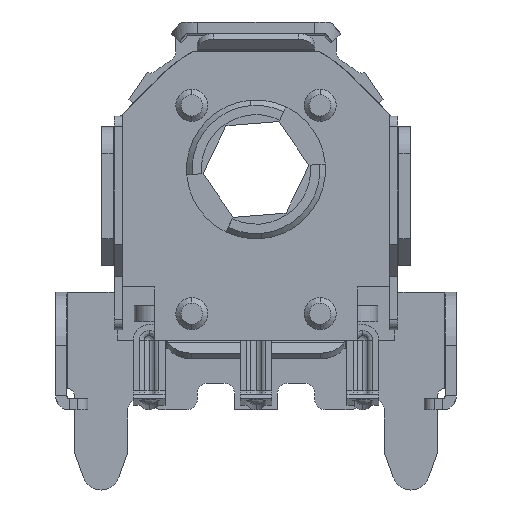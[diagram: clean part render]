
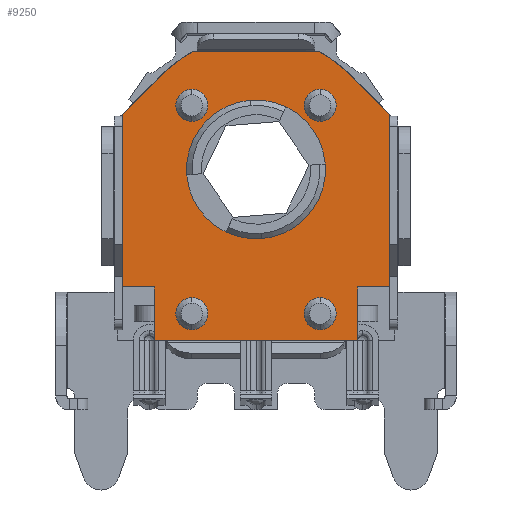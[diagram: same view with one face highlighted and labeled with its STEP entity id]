
A CAD part, front view. The second image highlights one B-rep face of the part: STEP entity #9250.
In plain terms, the highlighted planar face has unit normal (0, -1, 0).
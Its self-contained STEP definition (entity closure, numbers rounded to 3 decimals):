
#1445 = VERTEX_POINT('',#1446);
#1446 = CARTESIAN_POINT('',(-1.187,-2.646,6.7));
#1452 = EDGE_CURVE('',#1453,#1445,#1455,.T.);
#1453 = VERTEX_POINT('',#1454);
#1454 = CARTESIAN_POINT('',(1.187,-2.646,6.7));
#1455 = LINE('',#1456,#1457);
#1456 = CARTESIAN_POINT('',(0.,-2.646,6.7));
#1457 = VECTOR('',#1458,1.);
#1458 = DIRECTION('',(-1.,0.,0.));
#1636 = VERTEX_POINT('',#1637);
#1637 = CARTESIAN_POINT('',(-2.5,-2.646,5.475));
#1644 = EDGE_CURVE('',#1645,#1636,#1647,.T.);
#1645 = VERTEX_POINT('',#1646);
#1646 = CARTESIAN_POINT('',(-2.5,-2.646,5.536));
#1647 = LINE('',#1648,#1649);
#1648 = CARTESIAN_POINT('',(-2.5,-2.646,4.));
#1649 = VECTOR('',#1650,1.);
#1650 = DIRECTION('',(0.,0.,-1.));
#3302 = VERTEX_POINT('',#3303);
#3303 = CARTESIAN_POINT('',(2.5,-2.646,5.475));
#3312 = EDGE_CURVE('',#3313,#3302,#3315,.T.);
#3313 = VERTEX_POINT('',#3314);
#3314 = CARTESIAN_POINT('',(2.5,-2.646,2.996));
#3315 = LINE('',#3316,#3317);
#3316 = CARTESIAN_POINT('',(2.5,-2.646,4.));
#3317 = VECTOR('',#3318,1.);
#3318 = DIRECTION('',(0.,0.,1.));
#5398 = VERTEX_POINT('',#5399);
#5399 = CARTESIAN_POINT('',(1.9,-2.646,2.3));
#5405 = EDGE_CURVE('',#5406,#5398,#5408,.T.);
#5406 = VERTEX_POINT('',#5407);
#5407 = CARTESIAN_POINT('',(1.9,-2.646,1.3));
#5408 = LINE('',#5409,#5410);
#5409 = CARTESIAN_POINT('',(1.9,-2.646,1.8));
#5410 = VECTOR('',#5411,1.);
#5411 = DIRECTION('',(0.,0.,1.));
#5848 = VERTEX_POINT('',#5849);
#5849 = CARTESIAN_POINT('',(-1.9,-2.646,1.3));
#5855 = EDGE_CURVE('',#5856,#5848,#5858,.T.);
#5856 = VERTEX_POINT('',#5857);
#5857 = CARTESIAN_POINT('',(-1.9,-2.646,2.3));
#5858 = LINE('',#5859,#5860);
#5859 = CARTESIAN_POINT('',(-1.9,-2.646,4.));
#5860 = VECTOR('',#5861,1.);
#5861 = DIRECTION('',(0.,0.,-1.));
#7770 = VERTEX_POINT('',#7771);
#7771 = CARTESIAN_POINT('',(2.5,-2.646,2.3));
#7779 = EDGE_CURVE('',#7770,#3313,#7780,.T.);
#7780 = LINE('',#7781,#7782);
#7781 = CARTESIAN_POINT('',(2.5,-2.646,4.));
#7782 = VECTOR('',#7783,1.);
#7783 = DIRECTION('',(0.,0.,1.));
#7793 = EDGE_CURVE('',#7794,#7796,#7798,.T.);
#7794 = VERTEX_POINT('',#7795);
#7795 = CARTESIAN_POINT('',(-2.5,-2.646,2.996));
#7796 = VERTEX_POINT('',#7797);
#7797 = CARTESIAN_POINT('',(-2.5,-2.646,2.3));
#7798 = LINE('',#7799,#7800);
#7799 = CARTESIAN_POINT('',(-2.5,-2.646,4.));
#7800 = VECTOR('',#7801,1.);
#7801 = DIRECTION('',(0.,0.,-1.));
#8085 = EDGE_CURVE('',#8086,#8088,#8090,.T.);
#8086 = VERTEX_POINT('',#8087);
#8087 = CARTESIAN_POINT('',(2.5,-2.646,5.536));
#8088 = VERTEX_POINT('',#8089);
#8089 = CARTESIAN_POINT('',(1.768,-2.646,6.268));
#8090 = LINE('',#8091,#8092);
#8091 = CARTESIAN_POINT('',(2.134,-2.646,5.902));
#8092 = VECTOR('',#8093,1.);
#8093 = DIRECTION('',(-0.707,0.,0.707
    ));
#8131 = EDGE_CURVE('',#8088,#1453,#8132,.T.);
#8132 = CIRCLE('',#8133,2.5);
#8133 = AXIS2_PLACEMENT_3D('',#8134,#8135,#8136);
#8134 = CARTESIAN_POINT('',(0.,-2.646,4.5));
#8135 = DIRECTION('',(0.,-1.,0.));
#8136 = DIRECTION('',(-1.,0.,0.));
#8172 = EDGE_CURVE('',#1445,#8173,#8175,.T.);
#8173 = VERTEX_POINT('',#8174);
#8174 = CARTESIAN_POINT('',(-1.768,-2.646,6.268));
#8175 = CIRCLE('',#8176,2.5);
#8176 = AXIS2_PLACEMENT_3D('',#8177,#8178,#8179);
#8177 = CARTESIAN_POINT('',(0.,-2.646,4.5));
#8178 = DIRECTION('',(0.,-1.,0.));
#8179 = DIRECTION('',(-1.,0.,0.));
#8230 = EDGE_CURVE('',#8173,#1645,#8231,.T.);
#8231 = LINE('',#8232,#8233);
#8232 = CARTESIAN_POINT('',(-2.134,-2.646,5.902));
#8233 = VECTOR('',#8234,1.);
#8234 = DIRECTION('',(-0.707,0.,
    -0.707));
#8693 = EDGE_CURVE('',#3302,#8086,#8694,.T.);
#8694 = LINE('',#8695,#8696);
#8695 = CARTESIAN_POINT('',(2.5,-2.646,4.));
#8696 = VECTOR('',#8697,1.);
#8697 = DIRECTION('',(0.,0.,1.));
#8727 = EDGE_CURVE('',#7796,#5856,#8728,.T.);
#8728 = LINE('',#8729,#8730);
#8729 = CARTESIAN_POINT('',(0.,-2.646,2.3));
#8730 = VECTOR('',#8731,1.);
#8731 = DIRECTION('',(1.,0.,0.));
#8750 = VERTEX_POINT('',#8751);
#8751 = CARTESIAN_POINT('',(-1.2,-2.646,1.5));
#8757 = EDGE_CURVE('',#8758,#8750,#8760,.T.);
#8758 = VERTEX_POINT('',#8759);
#8759 = CARTESIAN_POINT('',(-1.2,-2.646,2.1));
#8760 = CIRCLE('',#8761,0.3);
#8761 = AXIS2_PLACEMENT_3D('',#8762,#8763,#8764);
#8762 = CARTESIAN_POINT('',(-1.2,-2.646,1.8));
#8763 = DIRECTION('',(0.,1.,0.));
#8764 = DIRECTION('',(0.,0.,-1.));
#8781 = EDGE_CURVE('',#8750,#8758,#8782,.T.);
#8782 = CIRCLE('',#8783,0.3);
#8783 = AXIS2_PLACEMENT_3D('',#8784,#8785,#8786);
#8784 = CARTESIAN_POINT('',(-1.2,-2.646,1.8));
#8785 = DIRECTION('',(0.,1.,0.));
#8786 = DIRECTION('',(0.,0.,-1.));
#8800 = VERTEX_POINT('',#8801);
#8801 = CARTESIAN_POINT('',(1.2,-2.646,5.4));
#8807 = EDGE_CURVE('',#8808,#8800,#8810,.T.);
#8808 = VERTEX_POINT('',#8809);
#8809 = CARTESIAN_POINT('',(1.2,-2.646,6.));
#8810 = CIRCLE('',#8811,0.3);
#8811 = AXIS2_PLACEMENT_3D('',#8812,#8813,#8814);
#8812 = CARTESIAN_POINT('',(1.2,-2.646,5.7));
#8813 = DIRECTION('',(0.,1.,0.));
#8814 = DIRECTION('',(0.,0.,-1.));
#8831 = EDGE_CURVE('',#8800,#8808,#8832,.T.);
#8832 = CIRCLE('',#8833,0.3);
#8833 = AXIS2_PLACEMENT_3D('',#8834,#8835,#8836);
#8834 = CARTESIAN_POINT('',(1.2,-2.646,5.7));
#8835 = DIRECTION('',(0.,1.,0.));
#8836 = DIRECTION('',(0.,0.,-1.));
#8850 = VERTEX_POINT('',#8851);
#8851 = CARTESIAN_POINT('',(1.2,-2.646,1.5));
#8857 = EDGE_CURVE('',#8858,#8850,#8860,.T.);
#8858 = VERTEX_POINT('',#8859);
#8859 = CARTESIAN_POINT('',(1.2,-2.646,2.1));
#8860 = CIRCLE('',#8861,0.3);
#8861 = AXIS2_PLACEMENT_3D('',#8862,#8863,#8864);
#8862 = CARTESIAN_POINT('',(1.2,-2.646,1.8));
#8863 = DIRECTION('',(0.,1.,0.));
#8864 = DIRECTION('',(0.,0.,-1.));
#8881 = EDGE_CURVE('',#8850,#8858,#8882,.T.);
#8882 = CIRCLE('',#8883,0.3);
#8883 = AXIS2_PLACEMENT_3D('',#8884,#8885,#8886);
#8884 = CARTESIAN_POINT('',(1.2,-2.646,1.8));
#8885 = DIRECTION('',(0.,1.,0.));
#8886 = DIRECTION('',(0.,0.,-1.));
#8900 = VERTEX_POINT('',#8901);
#8901 = CARTESIAN_POINT('',(-1.2,-2.646,5.4));
#8907 = EDGE_CURVE('',#8908,#8900,#8910,.T.);
#8908 = VERTEX_POINT('',#8909);
#8909 = CARTESIAN_POINT('',(-1.2,-2.646,6.));
#8910 = CIRCLE('',#8911,0.3);
#8911 = AXIS2_PLACEMENT_3D('',#8912,#8913,#8914);
#8912 = CARTESIAN_POINT('',(-1.2,-2.646,5.7));
#8913 = DIRECTION('',(0.,1.,0.));
#8914 = DIRECTION('',(0.,0.,-1.));
#8931 = EDGE_CURVE('',#8900,#8908,#8932,.T.);
#8932 = CIRCLE('',#8933,0.3);
#8933 = AXIS2_PLACEMENT_3D('',#8934,#8935,#8936);
#8934 = CARTESIAN_POINT('',(-1.2,-2.646,5.7));
#8935 = DIRECTION('',(0.,1.,0.));
#8936 = DIRECTION('',(0.,0.,-1.));
#8949 = EDGE_CURVE('',#5398,#7770,#8950,.T.);
#8950 = LINE('',#8951,#8952);
#8951 = CARTESIAN_POINT('',(0.,-2.646,2.3));
#8952 = VECTOR('',#8953,1.);
#8953 = DIRECTION('',(1.,0.,0.));
#9250 = ADVANCED_FACE('',(#9251,#9255,#9259,#9263,#9267,#9295),#9315,.T.
  );
#9251 = FACE_BOUND('',#9252,.T.);
#9252 = EDGE_LOOP('',(#9253,#9254));
#9253 = ORIENTED_EDGE('',*,*,#8907,.T.);
#9254 = ORIENTED_EDGE('',*,*,#8931,.T.);
#9255 = FACE_BOUND('',#9256,.T.);
#9256 = EDGE_LOOP('',(#9257,#9258));
#9257 = ORIENTED_EDGE('',*,*,#8857,.T.);
#9258 = ORIENTED_EDGE('',*,*,#8881,.T.);
#9259 = FACE_BOUND('',#9260,.T.);
#9260 = EDGE_LOOP('',(#9261,#9262));
#9261 = ORIENTED_EDGE('',*,*,#8807,.T.);
#9262 = ORIENTED_EDGE('',*,*,#8831,.T.);
#9263 = FACE_BOUND('',#9264,.T.);
#9264 = EDGE_LOOP('',(#9265,#9266));
#9265 = ORIENTED_EDGE('',*,*,#8757,.T.);
#9266 = ORIENTED_EDGE('',*,*,#8781,.T.);
#9267 = FACE_BOUND('',#9268,.T.);
#9268 = EDGE_LOOP('',(#9269,#9270,#9271,#9277,#9278,#9279,#9280,#9281,
    #9282,#9283,#9284,#9285,#9286,#9287,#9288,#9294));
#9269 = ORIENTED_EDGE('',*,*,#8727,.T.);
#9270 = ORIENTED_EDGE('',*,*,#5855,.T.);
#9271 = ORIENTED_EDGE('',*,*,#9272,.T.);
#9272 = EDGE_CURVE('',#5848,#5406,#9273,.T.);
#9273 = LINE('',#9274,#9275);
#9274 = CARTESIAN_POINT('',(0.,-2.646,1.3));
#9275 = VECTOR('',#9276,1.);
#9276 = DIRECTION('',(1.,0.,0.));
#9277 = ORIENTED_EDGE('',*,*,#5405,.T.);
#9278 = ORIENTED_EDGE('',*,*,#8949,.T.);
#9279 = ORIENTED_EDGE('',*,*,#7779,.T.);
#9280 = ORIENTED_EDGE('',*,*,#3312,.T.);
#9281 = ORIENTED_EDGE('',*,*,#8693,.T.);
#9282 = ORIENTED_EDGE('',*,*,#8085,.T.);
#9283 = ORIENTED_EDGE('',*,*,#8131,.T.);
#9284 = ORIENTED_EDGE('',*,*,#1452,.T.);
#9285 = ORIENTED_EDGE('',*,*,#8172,.T.);
#9286 = ORIENTED_EDGE('',*,*,#8230,.T.);
#9287 = ORIENTED_EDGE('',*,*,#1644,.T.);
#9288 = ORIENTED_EDGE('',*,*,#9289,.T.);
#9289 = EDGE_CURVE('',#1636,#7794,#9290,.T.);
#9290 = LINE('',#9291,#9292);
#9291 = CARTESIAN_POINT('',(-2.5,-2.646,4.));
#9292 = VECTOR('',#9293,1.);
#9293 = DIRECTION('',(0.,0.,-1.));
#9294 = ORIENTED_EDGE('',*,*,#7793,.T.);
#9295 = FACE_BOUND('',#9296,.T.);
#9296 = EDGE_LOOP('',(#9297,#9308));
#9297 = ORIENTED_EDGE('',*,*,#9298,.T.);
#9298 = EDGE_CURVE('',#9299,#9301,#9303,.T.);
#9299 = VERTEX_POINT('',#9300);
#9300 = CARTESIAN_POINT('',(-0.102,-2.646,5.796));
#9301 = VERTEX_POINT('',#9302);
#9302 = CARTESIAN_POINT('',(0.102,-2.646,3.204));
#9303 = CIRCLE('',#9304,1.3);
#9304 = AXIS2_PLACEMENT_3D('',#9305,#9306,#9307);
#9305 = CARTESIAN_POINT('',(0.,-2.646,4.5));
#9306 = DIRECTION('',(0.,1.,0.));
#9307 = DIRECTION('',(0.,0.,-1.));
#9308 = ORIENTED_EDGE('',*,*,#9309,.F.);
#9309 = EDGE_CURVE('',#9299,#9301,#9310,.T.);
#9310 = CIRCLE('',#9311,1.3);
#9311 = AXIS2_PLACEMENT_3D('',#9312,#9313,#9314);
#9312 = CARTESIAN_POINT('',(0.,-2.646,4.5));
#9313 = DIRECTION('',(0.,-1.,0.));
#9314 = DIRECTION('',(0.,0.,1.));
#9315 = PLANE('',#9316);
#9316 = AXIS2_PLACEMENT_3D('',#9317,#9318,#9319);
#9317 = CARTESIAN_POINT('',(2.5,-2.646,1.3));
#9318 = DIRECTION('',(0.,-1.,0.));
#9319 = DIRECTION('',(0.,0.,1.));
